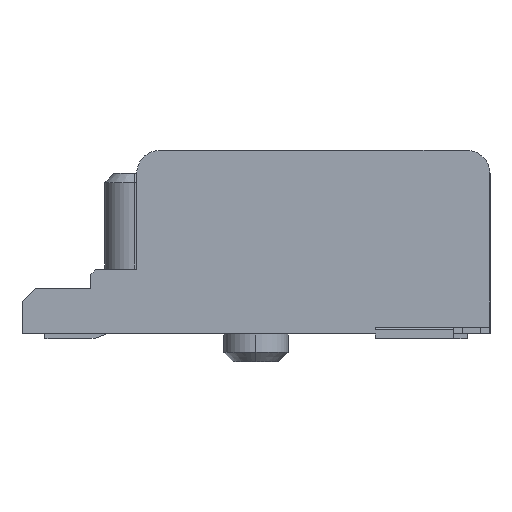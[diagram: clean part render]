
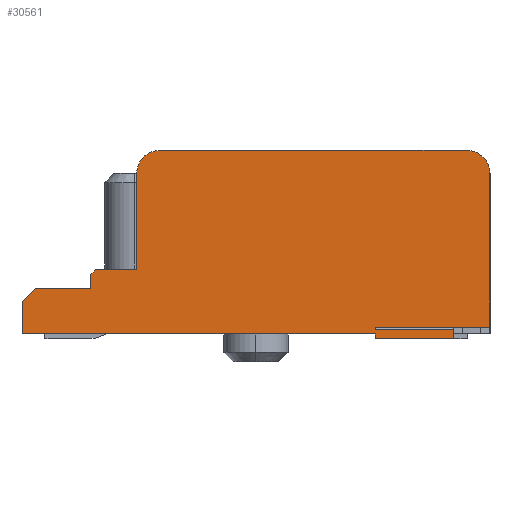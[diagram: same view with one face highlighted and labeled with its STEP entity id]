
A CAD part, left-side view. The second image highlights one B-rep face of the part: STEP entity #30561.
In plain terms, the highlighted planar face has unit normal (-1, 0, 0).
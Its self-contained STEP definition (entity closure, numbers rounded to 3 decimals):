
#1=DIRECTION('',(0.,0.,1.));
#2=VECTOR('',#1,0.05);
#3=CARTESIAN_POINT('',(-11.15,2.5,0.1));
#4=LINE('',#3,#2);
#5=DIRECTION('',(0.,-1.,0.));
#6=VECTOR('',#5,1.7);
#7=CARTESIAN_POINT('',(-11.15,2.5,0.1));
#8=LINE('',#7,#6);
#9=DIRECTION('',(0.,1.,0.));
#10=VECTOR('',#9,7.7);
#11=CARTESIAN_POINT('',(-11.15,2.5,0.));
#12=LINE('',#11,#10);
#13=DIRECTION('',(0.,0.,1.));
#14=VECTOR('',#13,0.7);
#15=CARTESIAN_POINT('',(-11.15,10.2,0.));
#16=LINE('',#15,#14);
#17=DIRECTION('',(0.,-0.707,0.707));
#18=VECTOR('',#17,0.424);
#19=CARTESIAN_POINT('',(-11.15,10.2,0.7));
#20=LINE('',#19,#18);
#21=DIRECTION('',(0.,-1.,0.));
#22=VECTOR('',#21,1.2);
#23=CARTESIAN_POINT('',(-11.15,9.9,1.));
#24=LINE('',#23,#22);
#25=DIRECTION('',(0.,0.,1.));
#26=VECTOR('',#25,0.3);
#27=CARTESIAN_POINT('',(-11.15,8.7,1.));
#28=LINE('',#27,#26);
#29=DIRECTION('',(0.,-0.707,0.707));
#30=VECTOR('',#29,0.141);
#31=CARTESIAN_POINT('',(-11.15,8.7,1.3));
#32=LINE('',#31,#30);
#33=DIRECTION('',(0.,-1.,0.));
#34=VECTOR('',#33,0.9);
#35=CARTESIAN_POINT('',(-11.15,8.6,1.4));
#36=LINE('',#35,#34);
#37=DIRECTION('',(0.,0.,1.));
#38=VECTOR('',#37,2.1);
#39=CARTESIAN_POINT('',(-11.15,7.7,1.4));
#40=LINE('',#39,#38);
#41=CARTESIAN_POINT('',(-11.15,7.2,3.5));
#42=DIRECTION('',(-1.,0.,0.));
#43=DIRECTION('',(0.,0.,1.));
#44=AXIS2_PLACEMENT_3D('',#41,#42,#43);
#46=DIRECTION('',(0.,-1.,0.));
#47=VECTOR('',#46,6.7);
#48=CARTESIAN_POINT('',(-11.15,7.2,4.));
#49=LINE('',#48,#47);
#50=CARTESIAN_POINT('',(-11.15,0.5,3.5));
#51=DIRECTION('',(-1.,0.,0.));
#52=DIRECTION('',(0.,-1.,0.));
#53=AXIS2_PLACEMENT_3D('',#50,#51,#52);
#55=DIRECTION('',(0.,0.,-1.));
#56=VECTOR('',#55,3.35);
#57=CARTESIAN_POINT('',(-11.15,0.,3.5));
#58=LINE('',#57,#56);
#59=DIRECTION('',(0.,1.,0.));
#60=VECTOR('',#59,2.5);
#61=CARTESIAN_POINT('',(-11.15,0.,0.15));
#62=LINE('',#61,#60);
#85=DIRECTION('',(0.,0.,-1.));
#86=VECTOR('',#85,0.1);
#87=CARTESIAN_POINT('',(-11.15,2.5,0.));
#88=LINE('',#87,#86);
#1369=DIRECTION('',(0.,0.,-1.));
#1370=VECTOR('',#1369,0.2);
#1371=CARTESIAN_POINT('',(-11.15,0.8,0.1));
#1372=LINE('',#1371,#1370);
#23214=DIRECTION('',(0.,-1.,0.));
#23215=VECTOR('',#23214,1.7);
#23216=CARTESIAN_POINT('',(-11.15,2.5,-0.1));
#23217=LINE('',#23216,#23215);
#23218=CARTESIAN_POINT('',(-11.15,10.2,0.));
#23219=CARTESIAN_POINT('',(-11.15,10.2,0.7));
#23220=VERTEX_POINT('',#23218);
#23221=VERTEX_POINT('',#23219);
#23222=CARTESIAN_POINT('',(-11.15,9.9,1.));
#23223=CARTESIAN_POINT('',(-11.15,8.7,1.));
#23224=VERTEX_POINT('',#23222);
#23225=VERTEX_POINT('',#23223);
#23226=CARTESIAN_POINT('',(-11.15,8.7,1.3));
#23227=VERTEX_POINT('',#23226);
#23228=CARTESIAN_POINT('',(-11.15,8.6,1.4));
#23229=CARTESIAN_POINT('',(-11.15,7.7,1.4));
#23230=VERTEX_POINT('',#23228);
#23231=VERTEX_POINT('',#23229);
#23340=CARTESIAN_POINT('',(-11.15,0.,0.15));
#23341=CARTESIAN_POINT('',(-11.15,2.5,0.15));
#23342=VERTEX_POINT('',#23340);
#23343=VERTEX_POINT('',#23341);
#29035=CARTESIAN_POINT('',(-11.15,7.7,3.5));
#29037=VERTEX_POINT('',#29035);
#29039=CARTESIAN_POINT('',(-11.15,7.2,4.));
#29041=VERTEX_POINT('',#29039);
#29050=CARTESIAN_POINT('',(-11.15,0.5,4.));
#29051=VERTEX_POINT('',#29050);
#29060=CARTESIAN_POINT('',(-11.15,0.,3.5));
#29061=VERTEX_POINT('',#29060);
#29142=CARTESIAN_POINT('',(-11.15,2.5,-0.1));
#29144=VERTEX_POINT('',#29142);
#29151=CARTESIAN_POINT('',(-11.15,0.8,0.1));
#29153=VERTEX_POINT('',#29151);
#29154=CARTESIAN_POINT('',(-11.15,0.8,-0.1));
#29155=VERTEX_POINT('',#29154);
#29166=CARTESIAN_POINT('',(-11.15,2.5,0.));
#29168=VERTEX_POINT('',#29166);
#29196=CARTESIAN_POINT('',(-11.15,2.5,0.1));
#29197=VERTEX_POINT('',#29196);
#30518=CARTESIAN_POINT('',(-11.15,0.,0.));
#30519=DIRECTION('',(1.,0.,0.));
#30520=DIRECTION('',(0.,1.,0.));
#30521=AXIS2_PLACEMENT_3D('',#30518,#30519,#30520);
#30522=PLANE('',#30521);
#30524=ORIENTED_EDGE('',*,*,#30523,.F.);
#30526=ORIENTED_EDGE('',*,*,#30525,.T.);
#30528=ORIENTED_EDGE('',*,*,#30527,.T.);
#30530=ORIENTED_EDGE('',*,*,#30529,.F.);
#30532=ORIENTED_EDGE('',*,*,#30531,.F.);
#30534=ORIENTED_EDGE('',*,*,#30533,.T.);
#30536=ORIENTED_EDGE('',*,*,#30535,.T.);
#30538=ORIENTED_EDGE('',*,*,#30537,.T.);
#30540=ORIENTED_EDGE('',*,*,#30539,.T.);
#30542=ORIENTED_EDGE('',*,*,#30541,.T.);
#30544=ORIENTED_EDGE('',*,*,#30543,.T.);
#30546=ORIENTED_EDGE('',*,*,#30545,.T.);
#30548=ORIENTED_EDGE('',*,*,#30547,.T.);
#30550=ORIENTED_EDGE('',*,*,#30549,.F.);
#30552=ORIENTED_EDGE('',*,*,#30551,.T.);
#30554=ORIENTED_EDGE('',*,*,#30553,.F.);
#30556=ORIENTED_EDGE('',*,*,#30555,.T.);
#30558=ORIENTED_EDGE('',*,*,#30557,.T.);
#30559=EDGE_LOOP('',(#30524,#30526,#30528,#30530,#30532,#30534,#30536,#30538,
#30540,#30542,#30544,#30546,#30548,#30550,#30552,#30554,#30556,#30558));
#30560=FACE_OUTER_BOUND('',#30559,.F.);
#30561=ADVANCED_FACE('',(#30560),#30522,.F.);
#45=CIRCLE('',#44,0.5);
#54=CIRCLE('',#53,0.5);
#30523=EDGE_CURVE('',#29197,#23343,#4,.T.);
#30525=EDGE_CURVE('',#29197,#29153,#8,.T.);
#30527=EDGE_CURVE('',#29153,#29155,#1372,.T.);
#30529=EDGE_CURVE('',#29144,#29155,#23217,.T.);
#30531=EDGE_CURVE('',#29168,#29144,#88,.T.);
#30533=EDGE_CURVE('',#29168,#23220,#12,.T.);
#30535=EDGE_CURVE('',#23220,#23221,#16,.T.);
#30537=EDGE_CURVE('',#23221,#23224,#20,.T.);
#30539=EDGE_CURVE('',#23224,#23225,#24,.T.);
#30541=EDGE_CURVE('',#23225,#23227,#28,.T.);
#30543=EDGE_CURVE('',#23227,#23230,#32,.T.);
#30545=EDGE_CURVE('',#23230,#23231,#36,.T.);
#30547=EDGE_CURVE('',#23231,#29037,#40,.T.);
#30549=EDGE_CURVE('',#29041,#29037,#45,.T.);
#30551=EDGE_CURVE('',#29041,#29051,#49,.T.);
#30553=EDGE_CURVE('',#29061,#29051,#54,.T.);
#30555=EDGE_CURVE('',#29061,#23342,#58,.T.);
#30557=EDGE_CURVE('',#23342,#23343,#62,.T.);
